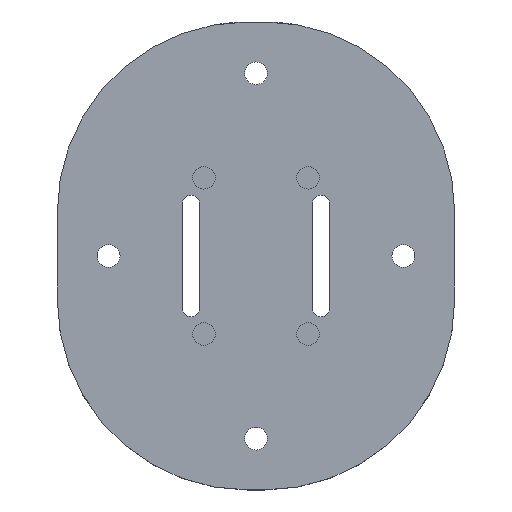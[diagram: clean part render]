
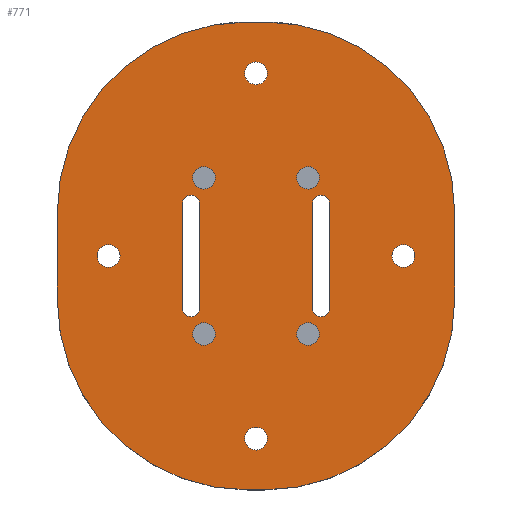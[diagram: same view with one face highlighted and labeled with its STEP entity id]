
A CAD part, top view. The second image highlights one B-rep face of the part: STEP entity #771.
In plain terms, the highlighted planar face has unit normal (0, 0, 1).
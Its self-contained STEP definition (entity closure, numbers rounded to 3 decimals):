
#21=FACE_BOUND('',#131,.T.);
#22=FACE_BOUND('',#132,.T.);
#23=FACE_BOUND('',#133,.T.);
#24=FACE_BOUND('',#134,.T.);
#25=FACE_BOUND('',#135,.T.);
#26=FACE_BOUND('',#136,.T.);
#27=FACE_BOUND('',#137,.T.);
#28=FACE_BOUND('',#138,.T.);
#29=FACE_BOUND('',#139,.T.);
#30=FACE_BOUND('',#140,.T.);
#45=PLANE('',#869);
#82=FACE_OUTER_BOUND('',#130,.T.);
#130=EDGE_LOOP('',(#652,#653,#654,#655,#656,#657,#658,#659));
#131=EDGE_LOOP('',(#660));
#132=EDGE_LOOP('',(#661));
#133=EDGE_LOOP('',(#662));
#134=EDGE_LOOP('',(#663));
#135=EDGE_LOOP('',(#664,#665,#666,#667));
#136=EDGE_LOOP('',(#668,#669,#670,#671));
#137=EDGE_LOOP('',(#672));
#138=EDGE_LOOP('',(#673));
#139=EDGE_LOOP('',(#674));
#140=EDGE_LOOP('',(#675));
#181=LINE('',#1251,#245);
#185=LINE('',#1261,#249);
#195=LINE('',#1285,#259);
#197=LINE('',#1289,#261);
#199=LINE('',#1295,#263);
#204=LINE('',#1317,#268);
#205=LINE('',#1320,#269);
#206=LINE('',#1322,#270);
#245=VECTOR('',#1006,10.);
#249=VECTOR('',#1016,10.);
#259=VECTOR('',#1044,1000.);
#261=VECTOR('',#1048,10.);
#263=VECTOR('',#1056,10.);
#268=VECTOR('',#1083,1000.);
#269=VECTOR('',#1086,1000.);
#270=VECTOR('',#1087,1000.);
#280=CIRCLE('',#798,2.2);
#282=CIRCLE('',#802,2.2);
#284=CIRCLE('',#806,2.2);
#286=CIRCLE('',#810,2.2);
#312=CIRCLE('',#844,1.689);
#313=CIRCLE('',#847,1.689);
#314=CIRCLE('',#849,37.042);
#315=CIRCLE('',#853,37.042);
#316=CIRCLE('',#857,1.689);
#317=CIRCLE('',#860,1.689);
#318=CIRCLE('',#862,2.225);
#319=CIRCLE('',#864,2.225);
#320=CIRCLE('',#866,2.225);
#321=CIRCLE('',#868,2.225);
#322=CIRCLE('',#870,37.042);
#323=CIRCLE('',#871,37.042);
#324=VERTEX_POINT('',#1123);
#326=VERTEX_POINT('',#1130);
#328=VERTEX_POINT('',#1137);
#330=VERTEX_POINT('',#1144);
#376=VERTEX_POINT('',#1248);
#377=VERTEX_POINT('',#1250);
#378=VERTEX_POINT('',#1254);
#379=VERTEX_POINT('',#1258);
#380=VERTEX_POINT('',#1260);
#381=VERTEX_POINT('',#1264);
#382=VERTEX_POINT('',#1269);
#383=VERTEX_POINT('',#1271);
#384=VERTEX_POINT('',#1279);
#385=VERTEX_POINT('',#1281);
#386=VERTEX_POINT('',#1287);
#387=VERTEX_POINT('',#1293);
#388=VERTEX_POINT('',#1299);
#389=VERTEX_POINT('',#1303);
#390=VERTEX_POINT('',#1307);
#391=VERTEX_POINT('',#1311);
#392=VERTEX_POINT('',#1315);
#393=VERTEX_POINT('',#1316);
#394=VERTEX_POINT('',#1318);
#395=VERTEX_POINT('',#1321);
#396=EDGE_CURVE('',#324,#324,#280,.T.);
#399=EDGE_CURVE('',#326,#326,#282,.T.);
#402=EDGE_CURVE('',#328,#328,#284,.T.);
#405=EDGE_CURVE('',#330,#330,#286,.T.);
#457=EDGE_CURVE('',#377,#376,#181,.T.);
#460=EDGE_CURVE('',#376,#378,#312,.T.);
#462=EDGE_CURVE('',#380,#379,#185,.T.);
#465=EDGE_CURVE('',#379,#381,#313,.T.);
#468=EDGE_CURVE('',#383,#382,#314,.T.);
#473=EDGE_CURVE('',#385,#384,#315,.T.);
#475=EDGE_CURVE('',#384,#383,#195,.T.);
#477=EDGE_CURVE('',#381,#386,#197,.T.);
#478=EDGE_CURVE('',#386,#380,#316,.T.);
#480=EDGE_CURVE('',#378,#387,#199,.T.);
#481=EDGE_CURVE('',#387,#377,#317,.T.);
#482=EDGE_CURVE('',#388,#388,#318,.T.);
#484=EDGE_CURVE('',#389,#389,#319,.T.);
#486=EDGE_CURVE('',#390,#390,#320,.T.);
#488=EDGE_CURVE('',#391,#391,#321,.T.);
#490=EDGE_CURVE('',#392,#393,#204,.T.);
#491=EDGE_CURVE('',#393,#394,#322,.T.);
#492=EDGE_CURVE('',#394,#385,#205,.T.);
#493=EDGE_CURVE('',#382,#395,#206,.T.);
#494=EDGE_CURVE('',#395,#392,#323,.T.);
#652=ORIENTED_EDGE('',*,*,#490,.T.);
#653=ORIENTED_EDGE('',*,*,#491,.T.);
#654=ORIENTED_EDGE('',*,*,#492,.T.);
#655=ORIENTED_EDGE('',*,*,#473,.T.);
#656=ORIENTED_EDGE('',*,*,#475,.T.);
#657=ORIENTED_EDGE('',*,*,#468,.T.);
#658=ORIENTED_EDGE('',*,*,#493,.T.);
#659=ORIENTED_EDGE('',*,*,#494,.T.);
#660=ORIENTED_EDGE('',*,*,#396,.T.);
#661=ORIENTED_EDGE('',*,*,#399,.T.);
#662=ORIENTED_EDGE('',*,*,#402,.T.);
#663=ORIENTED_EDGE('',*,*,#405,.T.);
#664=ORIENTED_EDGE('',*,*,#477,.T.);
#665=ORIENTED_EDGE('',*,*,#478,.T.);
#666=ORIENTED_EDGE('',*,*,#462,.T.);
#667=ORIENTED_EDGE('',*,*,#465,.T.);
#668=ORIENTED_EDGE('',*,*,#457,.T.);
#669=ORIENTED_EDGE('',*,*,#460,.T.);
#670=ORIENTED_EDGE('',*,*,#480,.T.);
#671=ORIENTED_EDGE('',*,*,#481,.T.);
#672=ORIENTED_EDGE('',*,*,#488,.T.);
#673=ORIENTED_EDGE('',*,*,#486,.T.);
#674=ORIENTED_EDGE('',*,*,#484,.T.);
#675=ORIENTED_EDGE('',*,*,#482,.T.);
#771=ADVANCED_FACE('',(#82,#21,#22,#23,#24,#25,#26,#27,#28,#29,#30),#45,
 .T.);
#798=AXIS2_PLACEMENT_3D('',#1124,#887,#888);
#802=AXIS2_PLACEMENT_3D('',#1131,#896,#897);
#806=AXIS2_PLACEMENT_3D('',#1138,#905,#906);
#810=AXIS2_PLACEMENT_3D('',#1145,#914,#915);
#844=AXIS2_PLACEMENT_3D('',#1256,#1011,#1012);
#847=AXIS2_PLACEMENT_3D('',#1266,#1021,#1022);
#849=AXIS2_PLACEMENT_3D('',#1272,#1027,#1028);
#853=AXIS2_PLACEMENT_3D('',#1282,#1039,#1040);
#857=AXIS2_PLACEMENT_3D('',#1291,#1051,#1052);
#860=AXIS2_PLACEMENT_3D('',#1297,#1059,#1060);
#862=AXIS2_PLACEMENT_3D('',#1300,#1063,#1064);
#864=AXIS2_PLACEMENT_3D('',#1304,#1068,#1069);
#866=AXIS2_PLACEMENT_3D('',#1308,#1073,#1074);
#868=AXIS2_PLACEMENT_3D('',#1312,#1078,#1079);
#869=AXIS2_PLACEMENT_3D('',#1314,#1081,#1082);
#870=AXIS2_PLACEMENT_3D('',#1319,#1084,#1085);
#871=AXIS2_PLACEMENT_3D('',#1323,#1088,#1089);
#887=DIRECTION('center_axis',(0.,0.,-1.));
#888=DIRECTION('ref_axis',(1.,0.,0.));
#896=DIRECTION('center_axis',(0.,0.,-1.));
#897=DIRECTION('ref_axis',(1.,0.,0.));
#905=DIRECTION('center_axis',(0.,0.,-1.));
#906=DIRECTION('ref_axis',(1.,0.,0.));
#914=DIRECTION('center_axis',(0.,0.,-1.));
#915=DIRECTION('ref_axis',(1.,0.,0.));
#1006=DIRECTION('',(0.,-1.,0.));
#1011=DIRECTION('center_axis',(0.,0.,-1.));
#1012=DIRECTION('ref_axis',(-1.,0.,0.));
#1016=DIRECTION('',(0.,1.,0.));
#1021=DIRECTION('center_axis',(0.,0.,-1.));
#1022=DIRECTION('ref_axis',(1.,0.,0.));
#1027=DIRECTION('center_axis',(0.,0.,1.));
#1028=DIRECTION('ref_axis',(1.,0.,0.));
#1039=DIRECTION('center_axis',(0.,0.,1.));
#1040=DIRECTION('ref_axis',(1.,0.,0.));
#1044=DIRECTION('',(-1.,0.,0.));
#1048=DIRECTION('',(0.,-1.,0.));
#1051=DIRECTION('center_axis',(0.,0.,-1.));
#1052=DIRECTION('ref_axis',(-1.,0.,0.));
#1056=DIRECTION('',(0.,1.,0.));
#1059=DIRECTION('center_axis',(0.,0.,-1.));
#1060=DIRECTION('ref_axis',(1.,0.,0.));
#1063=DIRECTION('center_axis',(0.,0.,-1.));
#1064=DIRECTION('ref_axis',(-1.,0.,0.));
#1068=DIRECTION('center_axis',(0.,0.,-1.));
#1069=DIRECTION('ref_axis',(-1.,0.,0.));
#1073=DIRECTION('center_axis',(0.,0.,-1.));
#1074=DIRECTION('ref_axis',(-1.,0.,0.));
#1078=DIRECTION('center_axis',(0.,0.,-1.));
#1079=DIRECTION('ref_axis',(-1.,0.,0.));
#1081=DIRECTION('center_axis',(0.,0.,1.));
#1082=DIRECTION('ref_axis',(1.,0.,0.));
#1083=DIRECTION('',(1.,0.,0.));
#1084=DIRECTION('center_axis',(0.,0.,1.));
#1085=DIRECTION('ref_axis',(1.,0.,0.));
#1086=DIRECTION('',(0.,1.,0.));
#1087=DIRECTION('',(0.,-1.,0.));
#1088=DIRECTION('center_axis',(0.,0.,1.));
#1089=DIRECTION('ref_axis',(1.,0.,0.));
#1123=CARTESIAN_POINT('',(-12.28,-15.24,9.95));
#1124=CARTESIAN_POINT('Origin',(-10.08,-15.24,9.95));
#1130=CARTESIAN_POINT('',(8.04,15.24,9.95));
#1131=CARTESIAN_POINT('Origin',(10.24,15.24,9.95));
#1137=CARTESIAN_POINT('',(-12.28,15.24,9.95));
#1138=CARTESIAN_POINT('Origin',(-10.08,15.24,9.95));
#1144=CARTESIAN_POINT('',(8.04,-15.24,9.95));
#1145=CARTESIAN_POINT('Origin',(10.24,-15.24,9.95));
#1248=CARTESIAN_POINT('',(14.469,-10.16,9.95));
#1250=CARTESIAN_POINT('',(14.469,10.16,9.95));
#1251=CARTESIAN_POINT('',(14.469,5.08,9.95));
#1254=CARTESIAN_POINT('',(11.091,-10.16,9.95));
#1256=CARTESIAN_POINT('Origin',(12.78,-10.16,9.95));
#1258=CARTESIAN_POINT('',(-14.309,10.16,9.95));
#1260=CARTESIAN_POINT('',(-14.309,-10.16,9.95));
#1261=CARTESIAN_POINT('',(-14.309,-5.08,9.95));
#1264=CARTESIAN_POINT('',(-10.931,10.16,9.95));
#1266=CARTESIAN_POINT('Origin',(-12.62,10.16,9.95));
#1269=CARTESIAN_POINT('',(-38.67,8.598,9.95));
#1271=CARTESIAN_POINT('',(-1.628,45.64,9.95));
#1272=CARTESIAN_POINT('Origin',(-1.628,8.598,9.95));
#1279=CARTESIAN_POINT('',(1.788,45.64,9.95));
#1281=CARTESIAN_POINT('',(38.83,8.598,9.95));
#1282=CARTESIAN_POINT('Origin',(1.788,8.598,9.95));
#1285=CARTESIAN_POINT('',(0.08,45.64,9.95));
#1287=CARTESIAN_POINT('',(-10.931,-10.16,9.95));
#1289=CARTESIAN_POINT('',(-10.931,5.08,9.95));
#1291=CARTESIAN_POINT('Origin',(-12.62,-10.16,9.95));
#1293=CARTESIAN_POINT('',(11.091,10.16,9.95));
#1295=CARTESIAN_POINT('',(11.091,-5.08,9.95));
#1297=CARTESIAN_POINT('Origin',(12.78,10.16,9.95));
#1299=CARTESIAN_POINT('',(-26.445,0.,9.95));
#1300=CARTESIAN_POINT('Origin',(-28.67,0.,9.95));
#1303=CARTESIAN_POINT('',(2.305,35.64,9.95));
#1304=CARTESIAN_POINT('Origin',(0.08,35.64,9.95));
#1307=CARTESIAN_POINT('',(2.305,-35.64,9.95));
#1308=CARTESIAN_POINT('Origin',(0.08,-35.64,9.95));
#1311=CARTESIAN_POINT('',(31.055,0.,9.95));
#1312=CARTESIAN_POINT('Origin',(28.83,0.,9.95));
#1314=CARTESIAN_POINT('Origin',(0.08,0.,
9.95));
#1315=CARTESIAN_POINT('',(-1.628,-45.64,9.95));
#1316=CARTESIAN_POINT('',(1.788,-45.64,9.95));
#1317=CARTESIAN_POINT('',(0.08,-45.64,9.95));
#1318=CARTESIAN_POINT('',(38.83,-8.598,9.95));
#1319=CARTESIAN_POINT('Origin',(1.788,-8.598,9.95));
#1320=CARTESIAN_POINT('',(38.83,0.,9.95));
#1321=CARTESIAN_POINT('',(-38.67,-8.598,9.95));
#1322=CARTESIAN_POINT('',(-38.67,0.,9.95));
#1323=CARTESIAN_POINT('Origin',(-1.628,-8.598,9.95));
